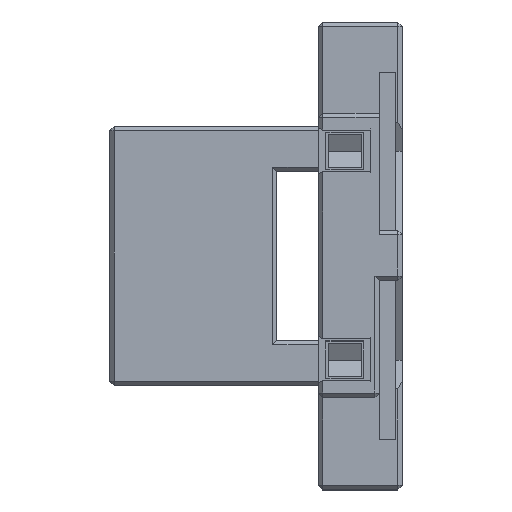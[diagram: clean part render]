
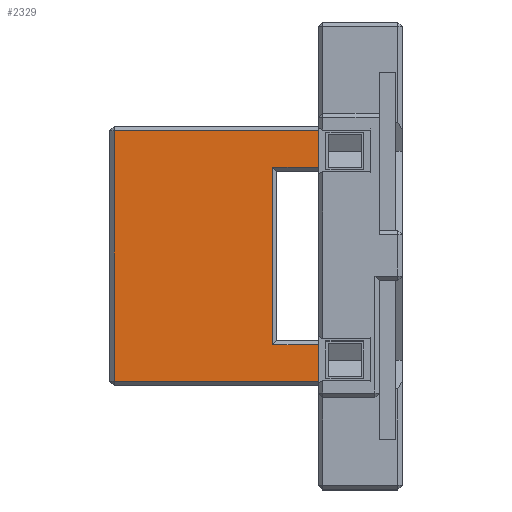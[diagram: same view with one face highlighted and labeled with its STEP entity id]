
A CAD part, top view. The second image highlights one B-rep face of the part: STEP entity #2329.
In plain terms, the highlighted planar face has unit normal (0, 0, 1).
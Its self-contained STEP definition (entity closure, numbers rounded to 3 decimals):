
#60=FACE_OUTER_BOUND('',#192,.T.);
#192=EDGE_LOOP('',(#1602,#1603,#1604,#1605,#1606,#1607,#1608,#1609));
#344=LINE('',#3264,#670);
#346=LINE('',#3267,#672);
#350=LINE('',#3274,#676);
#370=LINE('',#3320,#696);
#378=LINE('',#3335,#704);
#383=LINE('',#3345,#709);
#384=LINE('',#3347,#710);
#385=LINE('',#3348,#711);
#670=VECTOR('',#2641,10.);
#672=VECTOR('',#2645,10.);
#676=VECTOR('',#2651,10.);
#696=VECTOR('',#2683,10.);
#704=VECTOR('',#2693,10.);
#709=VECTOR('',#2700,10.);
#710=VECTOR('',#2703,10.);
#711=VECTOR('',#2704,10.);
#983=VERTEX_POINT('',#3236);
#988=VERTEX_POINT('',#3249);
#993=VERTEX_POINT('',#3262);
#994=VERTEX_POINT('',#3270);
#1014=VERTEX_POINT('',#3318);
#1015=VERTEX_POINT('',#3319);
#1021=VERTEX_POINT('',#3333);
#1025=VERTEX_POINT('',#3343);
#1206=EDGE_CURVE('',#993,#988,#344,.T.);
#1208=EDGE_CURVE('',#988,#983,#346,.T.);
#1212=EDGE_CURVE('',#983,#994,#350,.T.);
#1234=EDGE_CURVE('',#1014,#1015,#370,.T.);
#1242=EDGE_CURVE('',#1021,#1014,#378,.T.);
#1247=EDGE_CURVE('',#1025,#1021,#383,.T.);
#1248=EDGE_CURVE('',#1015,#993,#384,.T.);
#1249=EDGE_CURVE('',#994,#1025,#385,.T.);
#1602=ORIENTED_EDGE('',*,*,#1206,.F.);
#1603=ORIENTED_EDGE('',*,*,#1248,.F.);
#1604=ORIENTED_EDGE('',*,*,#1234,.F.);
#1605=ORIENTED_EDGE('',*,*,#1242,.F.);
#1606=ORIENTED_EDGE('',*,*,#1247,.F.);
#1607=ORIENTED_EDGE('',*,*,#1249,.F.);
#1608=ORIENTED_EDGE('',*,*,#1212,.F.);
#1609=ORIENTED_EDGE('',*,*,#1208,.F.);
#2204=PLANE('',#2475);
#2329=ADVANCED_FACE('',(#60),#2204,.T.);
#2475=AXIS2_PLACEMENT_3D('',#3346,#2701,#2702);
#2641=DIRECTION('',(-1.,0.,0.));
#2645=DIRECTION('',(0.,1.,0.));
#2651=DIRECTION('',(1.,0.,0.));
#2683=DIRECTION('',(1.,0.,0.));
#2693=DIRECTION('',(0.,-1.,0.));
#2700=DIRECTION('',(-1.,0.,0.));
#2701=DIRECTION('center_axis',(0.,0.,1.));
#2702=DIRECTION('ref_axis',(1.,0.,0.));
#2703=DIRECTION('',(0.,-1.,0.));
#2704=DIRECTION('',(0.,-1.,0.));
#3236=CARTESIAN_POINT('',(-49.,36.,30.));
#3249=CARTESIAN_POINT('',(-49.,-24.,30.));
#3262=CARTESIAN_POINT('',(0.,-24.,30.));
#3264=CARTESIAN_POINT('',(-32.5,-24.,30.));
#3267=CARTESIAN_POINT('',(-49.,21.5,30.));
#3270=CARTESIAN_POINT('',(0.,36.,30.));
#3274=CARTESIAN_POINT('',(2.5,36.,30.));
#3318=CARTESIAN_POINT('',(-11.,-15.25,30.));
#3319=CARTESIAN_POINT('',(0.,-15.25,30.));
#3320=CARTESIAN_POINT('',(-12.5,-15.25,30.));
#3333=CARTESIAN_POINT('',(-11.,27.25,30.));
#3335=CARTESIAN_POINT('',(-11.,16.125,30.));
#3343=CARTESIAN_POINT('',(0.,27.25,30.));
#3345=CARTESIAN_POINT('',(2.5,27.25,30.));
#3346=CARTESIAN_POINT('Origin',(-15.,6.,30.));
#3347=CARTESIAN_POINT('',(0.,34.,30.));
#3348=CARTESIAN_POINT('',(0.,34.,30.));
